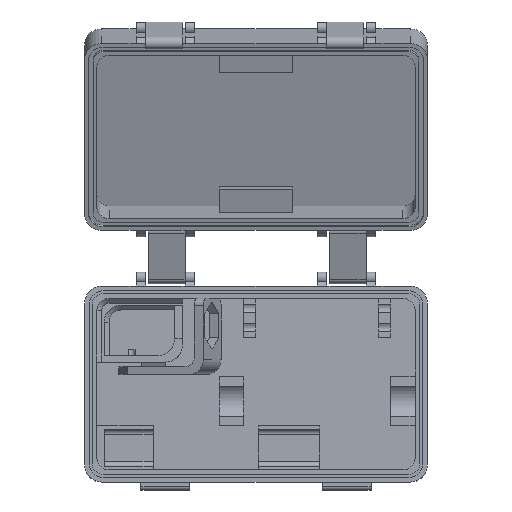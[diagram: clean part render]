
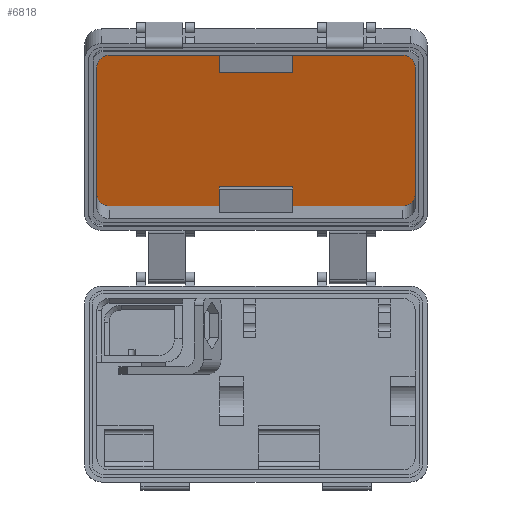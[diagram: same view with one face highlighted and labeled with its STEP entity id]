
A CAD part, top view. The second image highlights one B-rep face of the part: STEP entity #6818.
In plain terms, the highlighted face is planar.
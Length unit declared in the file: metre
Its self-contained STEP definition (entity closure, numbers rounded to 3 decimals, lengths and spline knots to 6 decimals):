
#570=LINE('',#10462,#1346);
#577=LINE('',#10476,#1353);
#817=LINE('',#11080,#1593);
#818=LINE('',#11086,#1594);
#1346=VECTOR('',#8535,1.);
#1353=VECTOR('',#8544,1.);
#1593=VECTOR('',#9112,1.);
#1594=VECTOR('',#9117,1.);
#3265=ORIENTED_EDGE('',*,*,#4399,.T.);
#3266=ORIENTED_EDGE('',*,*,#4400,.T.);
#3267=ORIENTED_EDGE('',*,*,#4103,.T.);
#3268=ORIENTED_EDGE('',*,*,#4401,.T.);
#3269=ORIENTED_EDGE('',*,*,#4402,.F.);
#3270=ORIENTED_EDGE('',*,*,#4403,.T.);
#3271=ORIENTED_EDGE('',*,*,#4096,.F.);
#3272=ORIENTED_EDGE('',*,*,#4404,.T.);
#4096=EDGE_CURVE('',#4874,#4875,#570,.T.);
#4103=EDGE_CURVE('',#4881,#4882,#577,.T.);
#4399=EDGE_CURVE('',#5081,#5082,#817,.T.);
#4400=EDGE_CURVE('',#5082,#4881,#5313,.T.);
#4401=EDGE_CURVE('',#4882,#5083,#5314,.T.);
#4402=EDGE_CURVE('',#5084,#5083,#818,.T.);
#4403=EDGE_CURVE('',#5084,#4875,#5315,.T.);
#4404=EDGE_CURVE('',#4874,#5081,#5316,.T.);
#4874=VERTEX_POINT('',#10461);
#4875=VERTEX_POINT('',#10463);
#4881=VERTEX_POINT('',#10477);
#4882=VERTEX_POINT('',#10478);
#5081=VERTEX_POINT('',#11081);
#5082=VERTEX_POINT('',#11082);
#5083=VERTEX_POINT('',#11085);
#5084=VERTEX_POINT('',#11087);
#5313=CIRCLE('',#7452,0.005);
#5314=CIRCLE('',#7453,0.005);
#5315=CIRCLE('',#7454,0.005);
#5316=CIRCLE('',#7455,0.005);
#5706=EDGE_LOOP('',(#3265,#3266,#3267,#3268,#3269,#3270,#3271,#3272));
#6150=FACE_BOUND('',#5706,.T.);
#6457=PLANE('',#7451);
#6818=ADVANCED_FACE('',(#6150),#6457,.T.);
#7451=AXIS2_PLACEMENT_3D('',#11079,#9110,#9111);
#7452=AXIS2_PLACEMENT_3D('',#11083,#9113,#9114);
#7453=AXIS2_PLACEMENT_3D('',#11084,#9115,#9116);
#7454=AXIS2_PLACEMENT_3D('',#11088,#9118,#9119);
#7455=AXIS2_PLACEMENT_3D('',#11089,#9120,#9121);
#8535=DIRECTION('',(-1.,0.,0.));
#8544=DIRECTION('',(-1.,0.,0.));
#9110=DIRECTION('',(0.,0.,1.));
#9111=DIRECTION('',(1.,0.,0.));
#9112=DIRECTION('',(0.,1.,0.));
#9113=DIRECTION('',(0.,0.,1.));
#9114=DIRECTION('',(1.,0.,0.));
#9115=DIRECTION('',(0.,0.,1.));
#9116=DIRECTION('',(1.,0.,0.));
#9117=DIRECTION('',(0.,1.,0.));
#9118=DIRECTION('',(0.,0.,1.));
#9119=DIRECTION('',(1.,0.,0.));
#9120=DIRECTION('',(0.,0.,1.));
#9121=DIRECTION('',(1.,0.,0.));
#10461=CARTESIAN_POINT('',(0.06,-0.035,0.003));
#10462=CARTESIAN_POINT('',(0.,-0.035,0.003));
#10463=CARTESIAN_POINT('',(-0.06,-0.035,0.003));
#10476=CARTESIAN_POINT('',(0.,0.035,0.003));
#10477=CARTESIAN_POINT('',(0.06,0.035,0.003));
#10478=CARTESIAN_POINT('',(-0.06,0.035,0.003));
#11079=CARTESIAN_POINT('',(0.,0.,0.003));
#11080=CARTESIAN_POINT('',(0.065,0.,0.003));
#11081=CARTESIAN_POINT('',(0.065,-0.03,0.003));
#11082=CARTESIAN_POINT('',(0.065,0.03,0.003));
#11083=CARTESIAN_POINT('',(0.06,0.03,0.003));
#11084=CARTESIAN_POINT('',(-0.06,0.03,0.003));
#11085=CARTESIAN_POINT('',(-0.065,0.03,0.003));
#11086=CARTESIAN_POINT('',(-0.065,0.,0.003));
#11087=CARTESIAN_POINT('',(-0.065,-0.03,0.003));
#11088=CARTESIAN_POINT('',(-0.06,-0.03,0.003));
#11089=CARTESIAN_POINT('',(0.06,-0.03,0.003));
